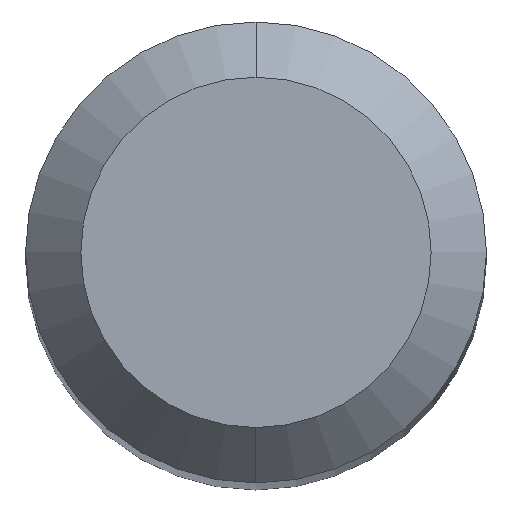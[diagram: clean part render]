
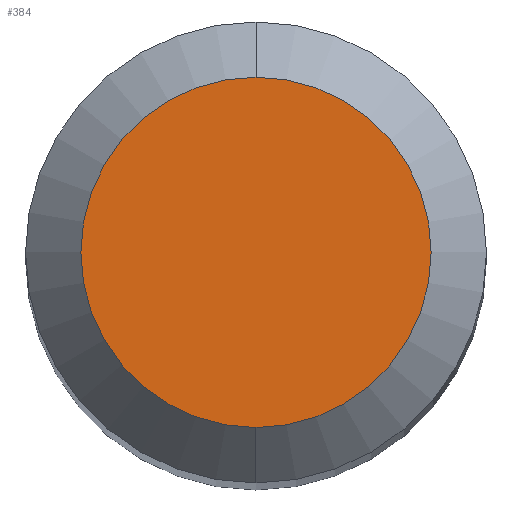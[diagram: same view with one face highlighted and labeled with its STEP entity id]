
A CAD part, top view. The second image highlights one B-rep face of the part: STEP entity #384.
In plain terms, the highlighted planar face has unit normal (0, 0, 1).
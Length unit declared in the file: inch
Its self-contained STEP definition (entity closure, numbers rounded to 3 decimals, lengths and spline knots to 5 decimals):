
#4 = ORIENTED_EDGE ( 'NONE', *, *, #453, .T. ) ;
#28 = VERTEX_POINT ( 'NONE', #144 ) ;
#38 = AXIS2_PLACEMENT_3D ( 'NONE', #383, #555, #120 ) ;
#87 = PLANE ( 'NONE',  #206 ) ;
#102 = ORIENTED_EDGE ( 'NONE', *, *, #338, .T. ) ;
#120 = DIRECTION ( 'NONE',  ( 0., -1., 0. ) ) ;
#144 = CARTESIAN_POINT ( 'NONE',  ( 0., 0.0475, 0. ) ) ;
#167 = AXIS2_PLACEMENT_3D ( 'NONE', #203, #348, #343 ) ;
#181 = CARTESIAN_POINT ( 'NONE',  ( 0., -0.0475, 0. ) ) ;
#203 = CARTESIAN_POINT ( 'NONE',  ( 0., 0., 0. ) ) ;
#205 = FACE_OUTER_BOUND ( 'NONE', #416, .T. ) ;
#206 = AXIS2_PLACEMENT_3D ( 'NONE', #299, #435, #207 ) ;
#207 = DIRECTION ( 'NONE',  ( 0., 1., 0. ) ) ;
#257 = CIRCLE ( 'NONE', #167, 0.0475 ) ;
#299 = CARTESIAN_POINT ( 'NONE',  ( 0., 0.0475, 0. ) ) ;
#338 = EDGE_CURVE ( 'NONE', #28, #518, #459, .T. ) ;
#343 = DIRECTION ( 'NONE',  ( 0., -1., 0. ) ) ;
#348 = DIRECTION ( 'NONE',  ( 0., 0., 1. ) ) ;
#383 = CARTESIAN_POINT ( 'NONE',  ( 0., 0., 0. ) ) ;
#384 = ADVANCED_FACE ( 'NONE', ( #205 ), #87, .F. ) ;
#416 = EDGE_LOOP ( 'NONE', ( #102, #4 ) ) ;
#435 = DIRECTION ( 'NONE',  ( 0., 0., -1. ) ) ;
#453 = EDGE_CURVE ( 'NONE', #518, #28, #257, .T. ) ;
#459 = CIRCLE ( 'NONE', #38, 0.0475 ) ;
#518 = VERTEX_POINT ( 'NONE', #181 ) ;
#555 = DIRECTION ( 'NONE',  ( 0., 0., 1. ) ) ;
